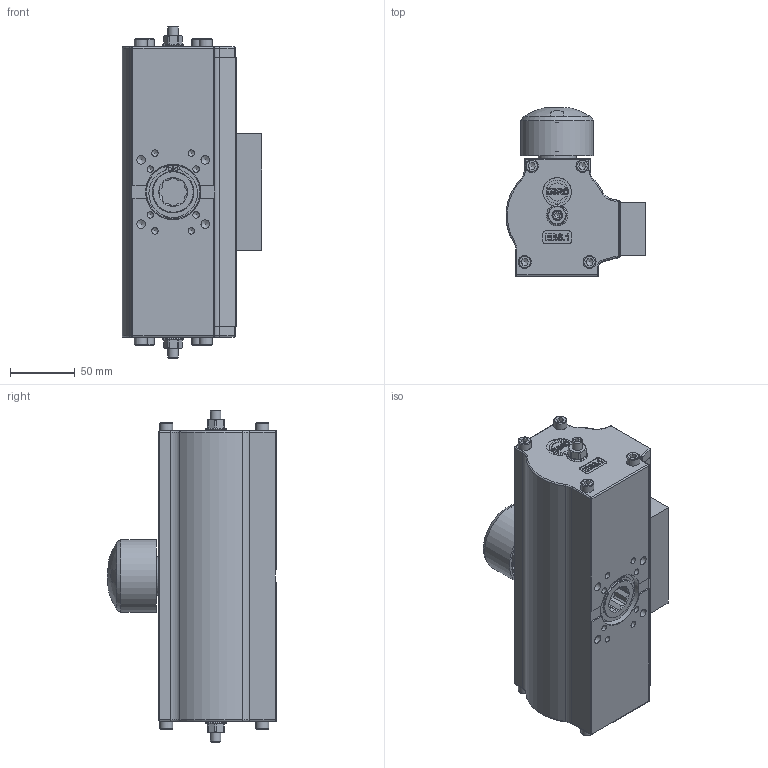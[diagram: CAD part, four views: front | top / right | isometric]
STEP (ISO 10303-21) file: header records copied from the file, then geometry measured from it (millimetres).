
FILE_DESCRIPTION(/* description */ ('','CAx-IF Rec.Pracs.---Representation and Presentation of Product Manufacturing Information (PMI)---3.8---2014-02-18'),/* implementation_level */ '2;1');
FILE_NAME(/* name */ 'EB 6.1 SYD F05F07.stp',/* time_stamp */ '2018-10-16T09:17:55+02:00',/* author */ ('hellwig'),/* organization */ (''),/* preprocessor_version */ 'ST-DEVELOPER v16.5',/* originating_system */ 'Autodesk Inventor 2017',/* authorisation */ '');
FILE_SCHEMA (('AP242_MANAGED_MODEL_BASED_3D_ENGINEERING_MIM_LF { 1 0 10303 442 1 1 4 }'));
Length unit declared in the file: millimetre
Products named in the file (1): M47148
Bounding box: 107.93 x 130.5 x 256 mm (x, y, z)
Volume: 761001.9 mm3; surface area: 224027.8 mm2
Topology: 2 solids, 41 shells, 2142 faces, 5439 edges, 3366 vertices
Faces by surface type: plane 983, cylinder 524, bspline 265, cone 142, torus 122, sphere 106
Full cylindrical faces by diameter (mm): 2 x10, 2.5 x2, 3 x4, 4 x4, 4.134 x8, 4.2 x1, 4.917 x19, 5 x3, 5.5 x1, 6 x11, 6.5 x8, 6.6 x2, 6.647 x4, 8 x5, 9 x2, 10 x10, 11 x4, 11.1 x2, 11.3 x2, 11.445 x2, 12 x2, 15.5 x1, 16.4 x2, 16.5 x1, 17 x1, 18 x3, 18.12 x1, 18.2 x1, 22 x2, 22.2 x2
Entity records: 70805 total; most frequent: CARTESIAN_POINT 20623, ORIENTED_EDGE 9834, DIRECTION 9581, EDGE_CURVE 4917, AXIS2_PLACEMENT_3D 3491, VERTEX_POINT 3220, LINE 2599, VECTOR 2599
